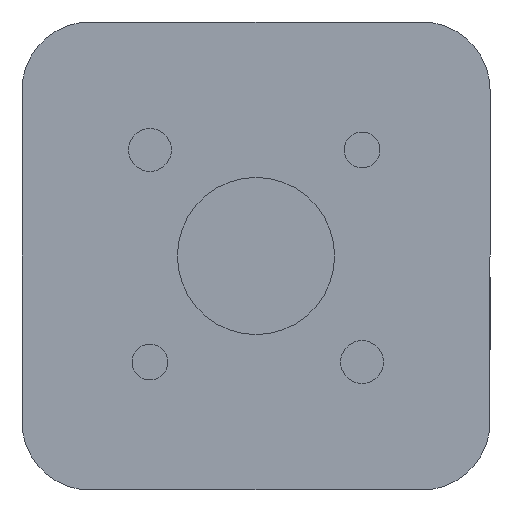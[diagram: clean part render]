
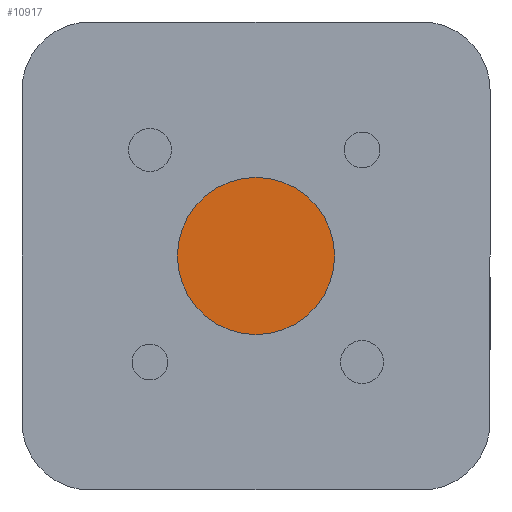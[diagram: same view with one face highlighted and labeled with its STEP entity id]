
A CAD part, left-side view. The second image highlights one B-rep face of the part: STEP entity #10917.
In plain terms, the highlighted planar face has unit normal (-1, 0, 0).
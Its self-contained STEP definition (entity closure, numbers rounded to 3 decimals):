
#553 = ORIENTED_EDGE ( 'NONE', *, *, #1361, .T. ) ;
#554 = ORIENTED_EDGE ( 'NONE', *, *, #1228, .T. ) ;
#1228 = EDGE_CURVE ( 'NONE', #9876, #9877, #6814, .T. ) ;
#1361 = EDGE_CURVE ( 'NONE', #9877, #9876, #7030, .T. ) ;
#1980 = AXIS2_PLACEMENT_3D ( 'NONE', #7483, #7486, #7487 ) ;
#2026 = AXIS2_PLACEMENT_3D ( 'NONE', #7793, #7803, #7804 ) ;
#5216 = CARTESIAN_POINT ( 'NONE',  ( -19.821, 0., 11. ) ) ;
#5217 = CARTESIAN_POINT ( 'NONE',  ( -19.821, 0., -11. ) ) ;
#5940 = PLANE ( 'NONE',  #8633 ) ;
#5943 = CARTESIAN_POINT ( 'NONE',  ( -19.821, 11., 0. ) ) ;
#5949 = DIRECTION ( 'NONE',  ( 1., 0., 0. ) ) ;
#5950 = DIRECTION ( 'NONE',  ( 0., 0., -1. ) ) ;
#6814 = CIRCLE ( 'NONE', #1980, 11. ) ;
#7030 = CIRCLE ( 'NONE', #2026, 11. ) ;
#7483 = CARTESIAN_POINT ( 'NONE',  ( -19.821, 0., 0. ) ) ;
#7486 = DIRECTION ( 'NONE',  ( -1., 0., 0. ) ) ;
#7487 = DIRECTION ( 'NONE',  ( 0., 0., 1. ) ) ;
#7793 = CARTESIAN_POINT ( 'NONE',  ( -19.821, 0., 0. ) ) ;
#7803 = DIRECTION ( 'NONE',  ( -1., 0., 0. ) ) ;
#7804 = DIRECTION ( 'NONE',  ( 0., 0., 1. ) ) ;
#8633 = AXIS2_PLACEMENT_3D ( 'NONE', #5943, #5949, #5950 ) ;
#9306 = FACE_OUTER_BOUND ( 'NONE', #10602, .T. ) ;
#9876 = VERTEX_POINT ( 'NONE', #5216 ) ;
#9877 = VERTEX_POINT ( 'NONE', #5217 ) ;
#10602 = EDGE_LOOP ( 'NONE', ( #554, #553 ) ) ;
#10917 = ADVANCED_FACE ( 'NONE', ( #9306 ), #5940, .F. ) ;
